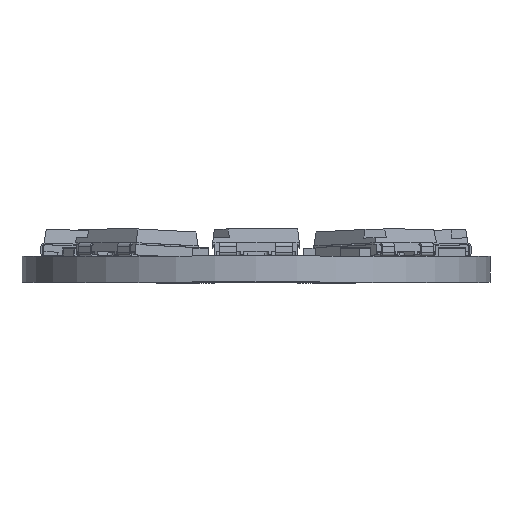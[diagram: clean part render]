
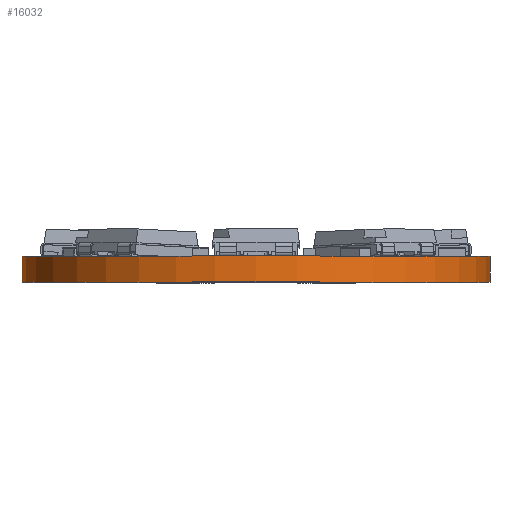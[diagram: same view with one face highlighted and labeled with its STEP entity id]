
A CAD part, top view. The second image highlights one B-rep face of the part: STEP entity #16032.
In plain terms, the highlighted cylindrical face has radius 13.5 mm (diameter 27 mm), a full revolution.
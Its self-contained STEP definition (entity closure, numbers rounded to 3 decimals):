
#1377=CIRCLE('',#16817,13.5);
#1428=CIRCLE('',#17011,13.5);
#1515=CYLINDRICAL_SURFACE('',#17010,13.5);
#2405=FACE_OUTER_BOUND('',#3369,.T.);
#3369=EDGE_LOOP('',(#14604,#14605,#14606,#14607));
#4828=LINE('',#35367,#6284);
#6284=VECTOR('',#20341,13.5);
#7285=VERTEX_POINT('',#31833);
#7770=VERTEX_POINT('',#35366);
#9325=EDGE_CURVE('',#7285,#7285,#1377,.T.);
#10052=EDGE_CURVE('',#7285,#7770,#4828,.T.);
#10053=EDGE_CURVE('',#7770,#7770,#1428,.T.);
#14604=ORIENTED_EDGE('',*,*,#9325,.F.);
#14605=ORIENTED_EDGE('',*,*,#10052,.T.);
#14606=ORIENTED_EDGE('',*,*,#10053,.F.);
#14607=ORIENTED_EDGE('',*,*,#10052,.F.);
#16032=ADVANCED_FACE('',(#2405),#1515,.T.);
#16817=AXIS2_PLACEMENT_3D('',#31834,#19519,#19520);
#17010=AXIS2_PLACEMENT_3D('',#35365,#20339,#20340);
#17011=AXIS2_PLACEMENT_3D('',#35368,#20342,#20343);
#19519=DIRECTION('center_axis',(0.,-1.,0.));
#19520=DIRECTION('ref_axis',(1.,0.,0.));
#20339=DIRECTION('center_axis',(0.,-1.,0.));
#20340=DIRECTION('ref_axis',(1.,0.,0.));
#20341=DIRECTION('',(0.,1.,0.));
#20342=DIRECTION('center_axis',(0.,1.,0.));
#20343=DIRECTION('ref_axis',(1.,0.,0.));
#31833=CARTESIAN_POINT('',(-13.5,-1.5,0.));
#31834=CARTESIAN_POINT('Origin',(0.,-1.5,0.));
#35365=CARTESIAN_POINT('Origin',(0.,0.,0.));
#35366=CARTESIAN_POINT('',(-13.5,0.,0.));
#35367=CARTESIAN_POINT('',(-13.5,0.,0.));
#35368=CARTESIAN_POINT('Origin',(0.,0.,0.));
